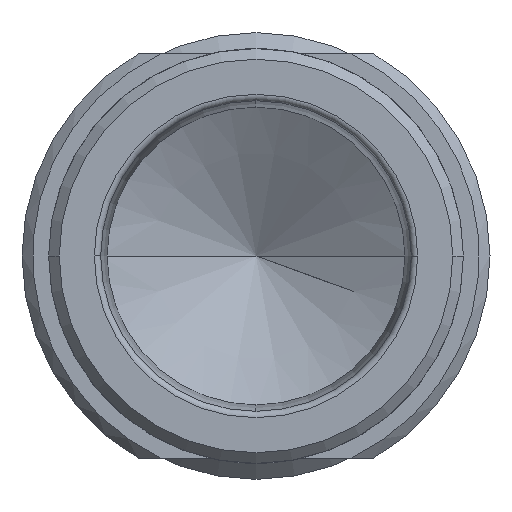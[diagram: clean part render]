
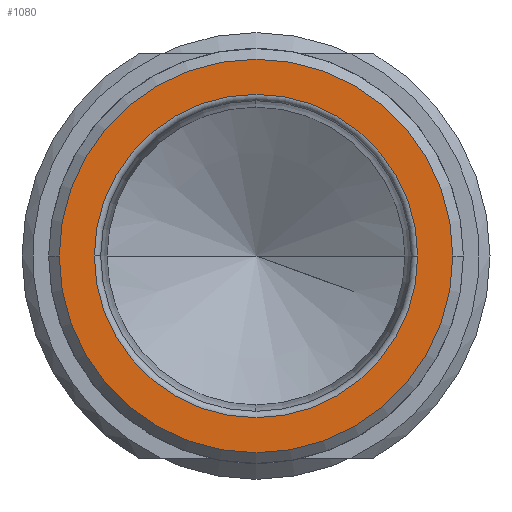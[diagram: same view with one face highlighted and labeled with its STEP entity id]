
A CAD part, left-side view. The second image highlights one B-rep face of the part: STEP entity #1080.
In plain terms, the highlighted planar face has unit normal (-1, 0, 0).
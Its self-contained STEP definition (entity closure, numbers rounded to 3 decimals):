
#318=CARTESIAN_POINT('',(-31.,0.,0.));
#319=DIRECTION('',(-1.,0.,0.));
#320=DIRECTION('',(0.,-1.,0.));
#321=AXIS2_PLACEMENT_3D('',#318,#319,#320);
#323=CARTESIAN_POINT('',(-31.,0.,0.));
#324=DIRECTION('',(-1.,0.,0.));
#325=DIRECTION('',(0.,1.,0.));
#326=AXIS2_PLACEMENT_3D('',#323,#324,#325);
#328=CARTESIAN_POINT('',(-31.,0.,0.));
#329=DIRECTION('',(-1.,0.,0.));
#330=DIRECTION('',(0.,1.,0.));
#331=AXIS2_PLACEMENT_3D('',#328,#329,#330);
#333=CARTESIAN_POINT('',(-31.,0.,0.));
#334=DIRECTION('',(-1.,0.,0.));
#335=DIRECTION('',(0.,-1.,0.));
#336=AXIS2_PLACEMENT_3D('',#333,#334,#335);
#616=CARTESIAN_POINT('',(-31.,-7.6,0.));
#617=CARTESIAN_POINT('',(-31.,7.6,0.));
#618=VERTEX_POINT('',#616);
#619=VERTEX_POINT('',#617);
#620=CARTESIAN_POINT('',(-31.,9.25,0.));
#621=CARTESIAN_POINT('',(-31.,-9.25,0.));
#622=VERTEX_POINT('',#620);
#623=VERTEX_POINT('',#621);
#1064=CARTESIAN_POINT('',(-31.,0.,0.));
#1065=DIRECTION('',(-1.,0.,0.));
#1066=DIRECTION('',(0.,1.,0.));
#1067=AXIS2_PLACEMENT_3D('',#1064,#1065,#1066);
#1068=PLANE('',#1067);
#1069=ORIENTED_EDGE('',*,*,#1054,.F.);
#1071=ORIENTED_EDGE('',*,*,#1070,.F.);
#1072=EDGE_LOOP('',(#1069,#1071));
#1073=FACE_OUTER_BOUND('',#1072,.F.);
#1075=ORIENTED_EDGE('',*,*,#1074,.T.);
#1077=ORIENTED_EDGE('',*,*,#1076,.T.);
#1078=EDGE_LOOP('',(#1075,#1077));
#1079=FACE_BOUND('',#1078,.F.);
#1080=ADVANCED_FACE('',(#1073,#1079),#1068,.T.);
#322=CIRCLE('',#321,7.6);
#327=CIRCLE('',#326,7.6);
#332=CIRCLE('',#331,9.25);
#337=CIRCLE('',#336,9.25);
#1054=EDGE_CURVE('',#622,#623,#332,.T.);
#1070=EDGE_CURVE('',#623,#622,#337,.T.);
#1074=EDGE_CURVE('',#618,#619,#322,.T.);
#1076=EDGE_CURVE('',#619,#618,#327,.T.);
